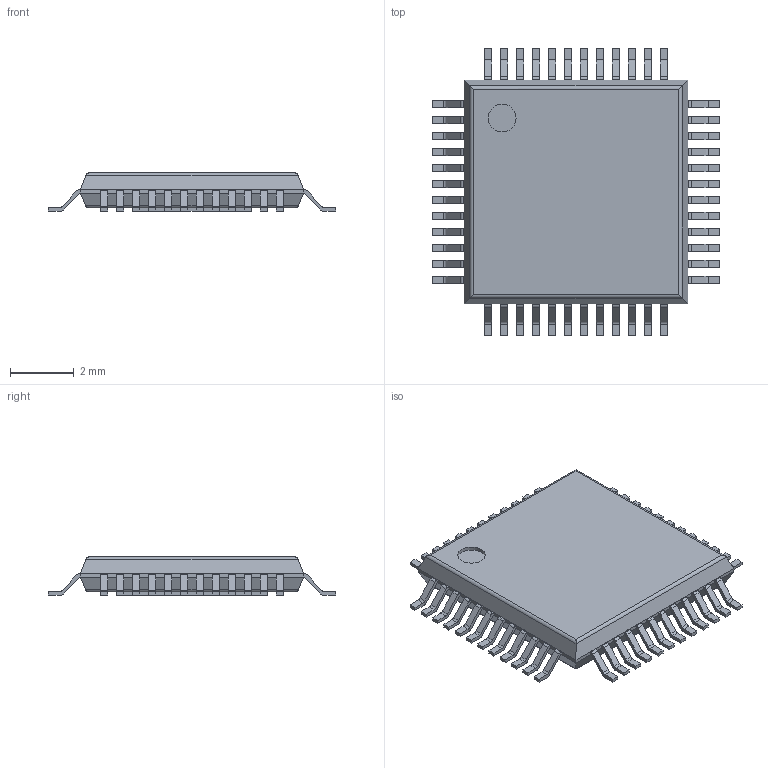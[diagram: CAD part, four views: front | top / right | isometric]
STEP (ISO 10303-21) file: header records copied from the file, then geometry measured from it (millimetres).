
FILE_DESCRIPTION(('FreeCAD Model'),'2;1');
FILE_NAME('19510360.1.1.stp','2024-08-19T08:24:41',( 'Author'),(''),'Open CASCADE STEP processor 6.9','FreeCAD','Unknown' );
FILE_SCHEMA(('AUTOMOTIVE_DESIGN { 1 0 10303 214 1 1 1 1 }'));
Length unit declared in the file: millimetre
Products named in the file (5): ASSEMBLY; Body; PinsArrayLR; PinsArrayTB; ThermalPad
Assembly tree (4 placements, depth 2):
  ASSEMBLY
    Body
    PinsArrayLR
    PinsArrayTB
    ThermalPad
Bounding box: 9 x 9 x 1.2 mm (x, y, z)
Volume: 54.1 mm3; surface area: 194 mm2
Topology: 50 solids, 50 shells, 654 faces, 1643 edges, 1090 vertices
Faces by surface type: plane 501, cylinder 153
Full cylindrical faces by diameter (mm): 0.875 x1
Entity records: 41648 total; most frequent: CARTESIAN_POINT 7766, DIRECTION 6289, LINE 4229, VECTOR 4229, ORIENTED_EDGE 3286, PCURVE 3286, DEFINITIONAL_REPRESENTATION 3286, EDGE_CURVE 1643
